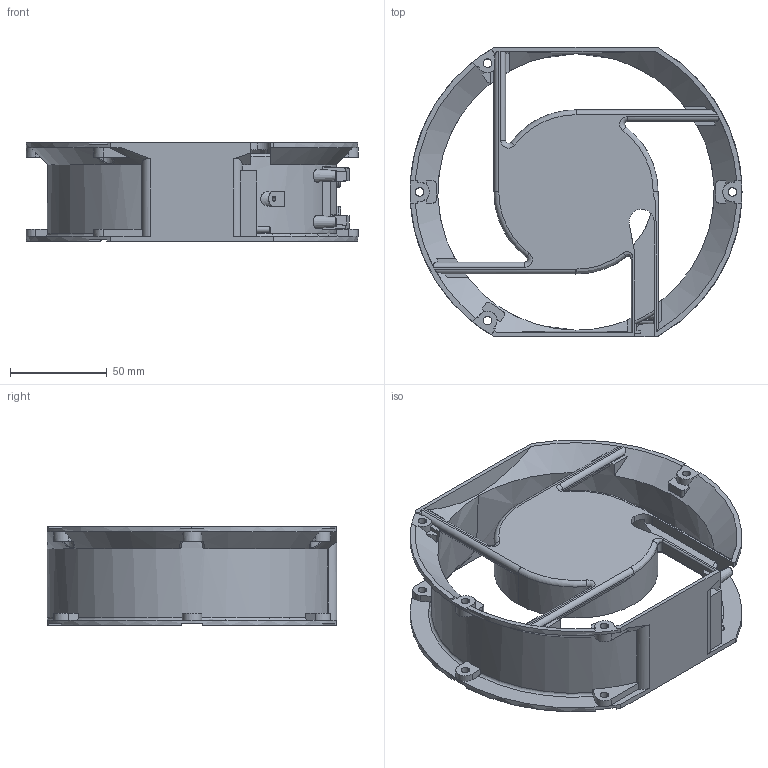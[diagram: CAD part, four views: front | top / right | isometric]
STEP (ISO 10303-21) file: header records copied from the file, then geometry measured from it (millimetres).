
FILE_DESCRIPTION (( 'STEP AP203' ), '1' );
FILE_NAME ('OD172SAP_m0_frame.stp', '2024-03-28T15:18:32', ( '' ), ( '' ), 'SwSTEP 2.0', 'SolidWorks 2018', '' );
FILE_SCHEMA (( 'CONFIG_CONTROL_DESIGN' ));
Length unit declared in the file: millimetre
Products named in the file (1): OD172SAP_m0_frame
Bounding box: 172 x 150 x 51 mm (x, y, z)
Volume: 185163.8 mm3; surface area: 96330.8 mm2
Topology: 1 solids, 1 shells, 611 faces, 1678 edges, 1104 vertices
Faces by surface type: plane 337, cylinder 121, bspline 99, torus 28, cone 26
Entity records: 23240 total; most frequent: CARTESIAN_POINT 8491, ORIENTED_EDGE 3356, DIRECTION 2684, EDGE_CURVE 1678, VERTEX_POINT 1104, AXIS2_PLACEMENT_3D 977, VECTOR 730, LINE 730
